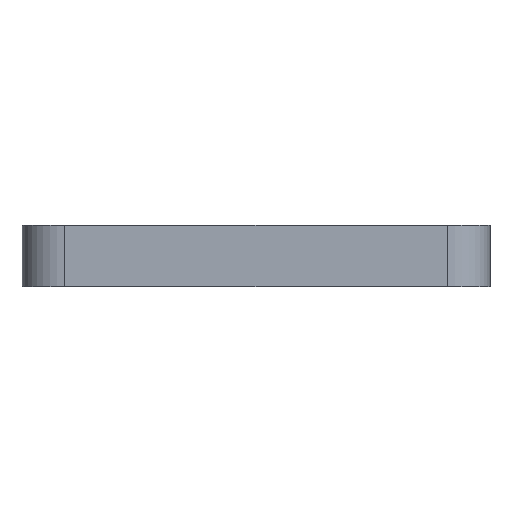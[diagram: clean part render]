
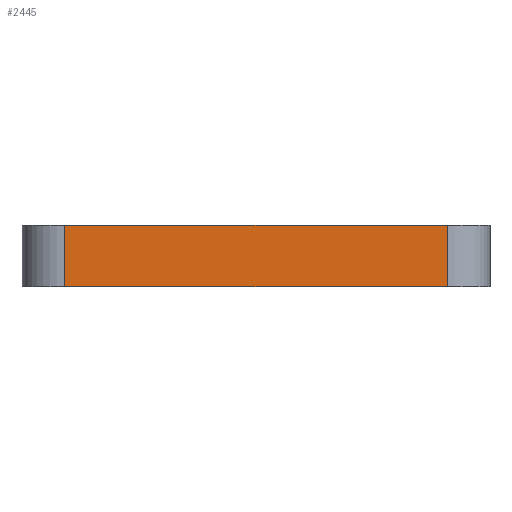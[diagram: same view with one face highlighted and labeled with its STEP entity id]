
A CAD part, front view. The second image highlights one B-rep face of the part: STEP entity #2445.
In plain terms, the highlighted planar face has unit normal (0, -1, 0).
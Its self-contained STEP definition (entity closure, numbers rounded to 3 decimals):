
#181=FACE_OUTER_BOUND('',#319,.T.);
#319=EDGE_LOOP('',(#2205,#2206,#2207,#2208));
#542=LINE('',#3669,#864);
#559=LINE('',#3718,#881);
#641=LINE('',#3894,#963);
#642=LINE('',#3896,#964);
#864=VECTOR('',#2966,10.);
#881=VECTOR('',#3019,10.);
#963=VECTOR('',#3205,10.);
#964=VECTOR('',#3208,10.);
#1129=VERTEX_POINT('',#3666);
#1130=VERTEX_POINT('',#3668);
#1143=VERTEX_POINT('',#3715);
#1144=VERTEX_POINT('',#3717);
#1413=EDGE_CURVE('',#1130,#1129,#542,.T.);
#1438=EDGE_CURVE('',#1143,#1144,#559,.T.);
#1527=EDGE_CURVE('',#1130,#1143,#641,.T.);
#1528=EDGE_CURVE('',#1129,#1144,#642,.T.);
#2205=ORIENTED_EDGE('',*,*,#1438,.F.);
#2206=ORIENTED_EDGE('',*,*,#1527,.F.);
#2207=ORIENTED_EDGE('',*,*,#1413,.T.);
#2208=ORIENTED_EDGE('',*,*,#1528,.T.);
#2324=PLANE('',#2601);
#2445=ADVANCED_FACE('',(#181),#2324,.T.);
#2601=AXIS2_PLACEMENT_3D('',#3895,#3206,#3207);
#2966=DIRECTION('',(1.,0.,0.));
#3019=DIRECTION('',(1.,0.,0.));
#3205=DIRECTION('',(0.,0.,1.));
#3206=DIRECTION('center_axis',(0.,-1.,0.));
#3207=DIRECTION('ref_axis',(1.,0.,0.));
#3208=DIRECTION('',(0.,0.,1.));
#3666=CARTESIAN_POINT('',(84.,-45.,2.));
#3668=CARTESIAN_POINT('',(-6.,-45.,2.));
#3669=CARTESIAN_POINT('',(16.5,-45.,2.));
#3715=CARTESIAN_POINT('',(-6.,-45.,16.5));
#3717=CARTESIAN_POINT('',(84.,-45.,16.5));
#3718=CARTESIAN_POINT('',(16.5,-45.,16.5));
#3894=CARTESIAN_POINT('',(-6.,-45.,0.));
#3895=CARTESIAN_POINT('Origin',(-6.,-45.,0.));
#3896=CARTESIAN_POINT('',(84.,-45.,0.));
